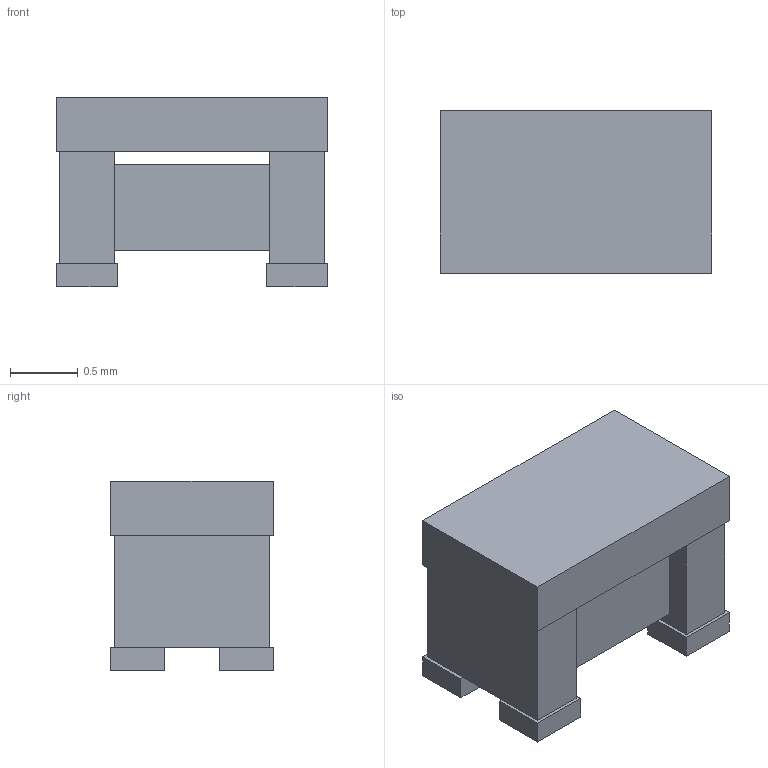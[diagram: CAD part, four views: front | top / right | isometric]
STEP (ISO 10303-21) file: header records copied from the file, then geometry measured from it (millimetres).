
FILE_DESCRIPTION(('FreeCAD Model'),'2;1');
FILE_NAME('DLW21S.step','2019-11-29T17:40:07',( 'Author'),(''),'Open CASCADE STEP processor 6.8','FreeCAD','Unknown' );
FILE_SCHEMA(('AUTOMOTIVE_DESIGN_CC2 { 1 2 10303 214 -1 1 5 4 }'));
Length unit declared in the file: millimetre
Products named in the file (4): ASSEMBLY; SAMACSYS_COPPER; SAMACSYS_SILVER; SAMACSYS_BLACK
Assembly tree (3 placements, depth 2):
  ASSEMBLY
    SAMACSYS_COPPER
    SAMACSYS_SILVER
    SAMACSYS_BLACK
Bounding box: 2 x 1.2 x 1.4 mm (x, y, z)
Volume: 2.4 mm3; surface area: 19.4 mm2
Topology: 6 solids, 6 shells, 46 faces, 96 edges, 64 vertices
Faces by surface type: plane 46
Entity records: 1312 total; most frequent: CARTESIAN_POINT 210, DIRECTION 196, ORIENTED_EDGE 192, EDGE_CURVE 96, LINE 96, VECTOR 96, VERTEX_POINT 64, AXIS2_PLACEMENT_3D 50
